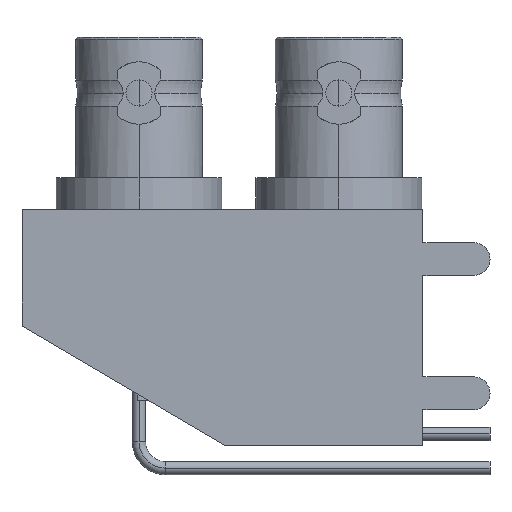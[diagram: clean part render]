
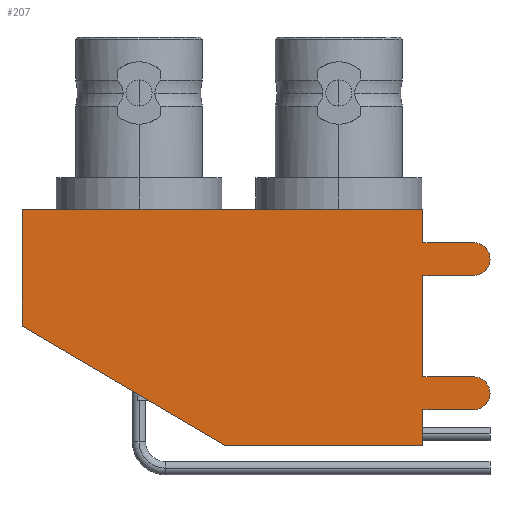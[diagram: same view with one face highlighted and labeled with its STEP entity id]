
A CAD part, left-side view. The second image highlights one B-rep face of the part: STEP entity #207.
In plain terms, the highlighted planar face has unit normal (-1, 0, 0).
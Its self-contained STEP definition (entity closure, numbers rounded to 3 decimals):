
#207=ADVANCED_FACE('',(#741),#742,.T.);
#741=FACE_OUTER_BOUND('',#1567,.T.);
#742=PLANE('',#1568);
#1567=EDGE_LOOP('',(#4028,#4029,#4030,#4031,#4032,#4033,#4034,#4035,#4036,#4037,#4038,#4039,#4040));
#1568=AXIS2_PLACEMENT_3D('',#4041,#4042,#4043);
#4028=ORIENTED_EDGE('',*,*,#6492,.T.);
#4029=ORIENTED_EDGE('',*,*,#6493,.T.);
#4030=ORIENTED_EDGE('',*,*,#6494,.F.);
#4031=ORIENTED_EDGE('',*,*,#6495,.F.);
#4032=ORIENTED_EDGE('',*,*,#6496,.T.);
#4033=ORIENTED_EDGE('',*,*,#6497,.F.);
#4034=ORIENTED_EDGE('',*,*,#6498,.F.);
#4035=ORIENTED_EDGE('',*,*,#6499,.F.);
#4036=ORIENTED_EDGE('',*,*,#6500,.T.);
#4037=ORIENTED_EDGE('',*,*,#6501,.F.);
#4038=ORIENTED_EDGE('',*,*,#6468,.F.);
#4039=ORIENTED_EDGE('',*,*,#6473,.F.);
#4040=ORIENTED_EDGE('',*,*,#6484,.T.);
#4041=CARTESIAN_POINT('',(-8.8,-12.39,0.45));
#4042=DIRECTION('',(-1.0,0.0,0.0));
#4043=DIRECTION('',(0.0,0.0,1.0));
#6468=EDGE_CURVE('',#8085,#8086,#8087,.T.);
#6473=EDGE_CURVE('',#8094,#8085,#8095,.T.);
#6484=EDGE_CURVE('',#8094,#8109,#8111,.T.);
#6492=EDGE_CURVE('',#8109,#8122,#8123,.T.);
#6493=EDGE_CURVE('',#8122,#8124,#8125,.T.);
#6494=EDGE_CURVE('',#8126,#8124,#8127,.T.);
#6495=EDGE_CURVE('',#8128,#8126,#8129,.T.);
#6496=EDGE_CURVE('',#8128,#8130,#8131,.T.);
#6497=EDGE_CURVE('',#8132,#8130,#8133,.T.);
#6498=EDGE_CURVE('',#8134,#8132,#8135,.T.);
#6499=EDGE_CURVE('',#8136,#8134,#8137,.T.);
#6500=EDGE_CURVE('',#8136,#8138,#8139,.T.);
#6501=EDGE_CURVE('',#8086,#8138,#8140,.T.);
#8085=VERTEX_POINT('',#10269);
#8086=VERTEX_POINT('',#10270);
#8087=LINE('',#10271,#10272);
#8094=VERTEX_POINT('',#10283);
#8095=LINE('',#10284,#10285);
#8109=VERTEX_POINT('',#10302);
#8111=LINE('',#10305,#10306);
#8122=VERTEX_POINT('',#10324);
#8123=LINE('',#10325,#10326);
#8124=VERTEX_POINT('',#10327);
#8125=LINE('',#10328,#10329);
#8126=VERTEX_POINT('',#10330);
#8127=LINE('',#10331,#10332);
#8128=VERTEX_POINT('',#10333);
#8129=LINE('',#10334,#10335);
#8130=VERTEX_POINT('',#10336);
#8131=CIRCLE('',#10337,1.25);
#8132=VERTEX_POINT('',#10338);
#8133=LINE('',#10339,#10340);
#8134=VERTEX_POINT('',#10341);
#8135=LINE('',#10342,#10343);
#8136=VERTEX_POINT('',#10344);
#8137=LINE('',#10345,#10346);
#8138=VERTEX_POINT('',#10347);
#8139=CIRCLE('',#10348,1.25);
#8140=LINE('',#10349,#10350);
#10269=CARTESIAN_POINT('',(-8.8,-6.4,0.0));
#10270=CARTESIAN_POINT('',(-8.8,-6.4,-2.55));
#10271=CARTESIAN_POINT('',(-8.8,-6.4,0.0));
#10272=VECTOR('',#12956,2.55);
#10283=CARTESIAN_POINT('',(-8.8,24.1,0.0));
#10284=CARTESIAN_POINT('',(-8.8,24.1,0.0));
#10285=VECTOR('',#12961,30.5);
#10302=CARTESIAN_POINT('',(-8.8,24.1,-8.9));
#10305=CARTESIAN_POINT('',(-8.8,24.1,0.0));
#10306=VECTOR('',#12984,8.9);
#10324=CARTESIAN_POINT('',(-8.8,8.6,-18.0));
#10325=CARTESIAN_POINT('',(-8.8,24.1,-8.9));
#10326=VECTOR('',#12992,17.974);
#10327=CARTESIAN_POINT('',(-8.8,-6.4,-18.0));
#10328=CARTESIAN_POINT('',(-8.8,8.6,-18.0));
#10329=VECTOR('',#12993,15.0);
#10330=CARTESIAN_POINT('',(-8.8,-6.4,-15.25));
#10331=CARTESIAN_POINT('',(-8.8,-6.4,-15.25));
#10332=VECTOR('',#12994,2.75);
#10333=CARTESIAN_POINT('',(-8.8,-10.25,-15.25));
#10334=CARTESIAN_POINT('',(-8.8,-10.25,-15.25));
#10335=VECTOR('',#12995,3.85);
#10336=CARTESIAN_POINT('',(-8.8,-10.25,-12.75));
#10337=AXIS2_PLACEMENT_3D('',#12996,#12997,#12998);
#10338=CARTESIAN_POINT('',(-8.8,-6.4,-12.75));
#10339=CARTESIAN_POINT('',(-8.8,-6.4,-12.75));
#10340=VECTOR('',#12999,3.85);
#10341=CARTESIAN_POINT('',(-8.8,-6.4,-5.05));
#10342=CARTESIAN_POINT('',(-8.8,-6.4,-5.05));
#10343=VECTOR('',#13000,7.7);
#10344=CARTESIAN_POINT('',(-8.8,-10.25,-5.05));
#10345=CARTESIAN_POINT('',(-8.8,-10.25,-5.05));
#10346=VECTOR('',#13001,3.85);
#10347=CARTESIAN_POINT('',(-8.8,-10.25,-2.55));
#10348=AXIS2_PLACEMENT_3D('',#13002,#13003,#13004);
#10349=CARTESIAN_POINT('',(-8.8,-6.4,-2.55));
#10350=VECTOR('',#13005,3.85);
#12956=DIRECTION('',(0.0,0.0,-1.0));
#12961=DIRECTION('',(0.0,-1.0,0.0));
#12984=DIRECTION('',(0.0,0.0,-1.0));
#12992=DIRECTION('',(0.0,-0.862,-0.506));
#12993=DIRECTION('',(0.0,-1.0,0.0));
#12994=DIRECTION('',(0.0,0.0,-1.0));
#12995=DIRECTION('',(0.0,1.0,0.0));
#12996=CARTESIAN_POINT('',(-8.8,-10.25,-14.0));
#12997=DIRECTION('',(-1.0,0.0,0.0));
#12998=DIRECTION('',(0.0,0.0,-1.0));
#12999=DIRECTION('',(0.0,-1.0,0.0));
#13000=DIRECTION('',(0.0,0.0,-1.0));
#13001=DIRECTION('',(0.0,1.0,0.0));
#13002=CARTESIAN_POINT('',(-8.8,-10.25,-3.8));
#13003=DIRECTION('',(-1.0,0.0,0.0));
#13004=DIRECTION('',(0.0,0.0,-1.0));
#13005=DIRECTION('',(0.0,-1.0,0.0));
